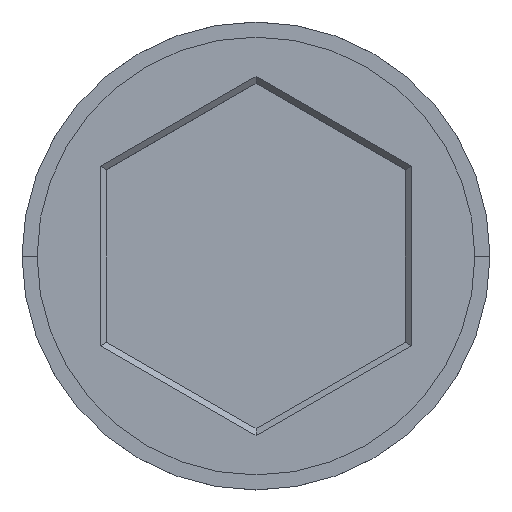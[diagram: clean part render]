
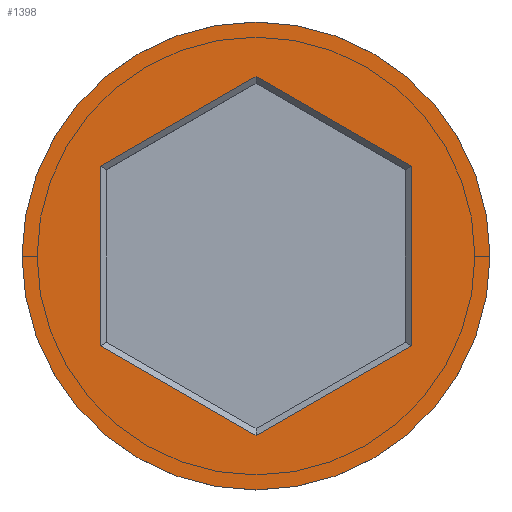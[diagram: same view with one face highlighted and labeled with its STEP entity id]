
A CAD part, top view. The second image highlights one B-rep face of the part: STEP entity #1398.
In plain terms, the highlighted planar face has unit normal (0, 0, 1).
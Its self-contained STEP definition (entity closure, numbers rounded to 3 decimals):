
#24 = CARTESIAN_POINT ( 'NONE',  ( 5.15, -2.973, 0. ) ) ;
#38 = FACE_BOUND ( 'NONE', #155, .T. ) ;
#46 = DIRECTION ( 'NONE',  ( 0., 0., 1. ) ) ;
#57 = CARTESIAN_POINT ( 'NONE',  ( 0., 5.947, 0. ) ) ;
#59 = VERTEX_POINT ( 'NONE', #1475 ) ;
#73 = CARTESIAN_POINT ( 'NONE',  ( 0., -5.947, 0. ) ) ;
#75 = ORIENTED_EDGE ( 'NONE', *, *, #924, .T. ) ;
#86 = VERTEX_POINT ( 'NONE', #73 ) ;
#122 = VECTOR ( 'NONE', #990, 1000. ) ;
#142 = DIRECTION ( 'NONE',  ( 0., 0., 1. ) ) ;
#155 = EDGE_LOOP ( 'NONE', ( #1217, #453, #75, #696, #608, #813 ) ) ;
#184 = CARTESIAN_POINT ( 'NONE',  ( -0.1, 5.889, 0. ) ) ;
#238 = VECTOR ( 'NONE', #1046, 1000. ) ;
#246 = LINE ( 'NONE', #376, #238 ) ;
#257 = CARTESIAN_POINT ( 'NONE',  ( 7.75, 0., 0. ) ) ;
#269 = LINE ( 'NONE', #948, #122 ) ;
#276 = EDGE_CURVE ( 'NONE', #1363, #1138, #486, .T. ) ;
#291 = EDGE_LOOP ( 'NONE', ( #576, #1162 ) ) ;
#319 = EDGE_CURVE ( 'NONE', #1138, #776, #246, .T. ) ;
#368 = VERTEX_POINT ( 'NONE', #1413 ) ;
#376 = CARTESIAN_POINT ( 'NONE',  ( 5.15, -2.858, 0. ) ) ;
#386 = CARTESIAN_POINT ( 'NONE',  ( 0., 0., 0. ) ) ;
#400 = AXIS2_PLACEMENT_3D ( 'NONE', #1344, #877, #1351 ) ;
#452 = CARTESIAN_POINT ( 'NONE',  ( -5.15, -2.973, 0. ) ) ;
#453 = ORIENTED_EDGE ( 'NONE', *, *, #732, .T. ) ;
#478 = CARTESIAN_POINT ( 'NONE',  ( 0., 0., 0. ) ) ;
#486 = LINE ( 'NONE', #941, #1402 ) ;
#495 = EDGE_CURVE ( 'NONE', #86, #962, #1118, .T. ) ;
#518 = DIRECTION ( 'NONE',  ( 0.866, 0.5, 0. ) ) ;
#543 = EDGE_CURVE ( 'NONE', #1436, #59, #1303, .T. ) ;
#576 = ORIENTED_EDGE ( 'NONE', *, *, #543, .T. ) ;
#603 = PLANE ( 'NONE',  #709 ) ;
#608 = ORIENTED_EDGE ( 'NONE', *, *, #319, .T. ) ;
#621 = CARTESIAN_POINT ( 'NONE',  ( -5.05, -3.031, 0. ) ) ;
#696 = ORIENTED_EDGE ( 'NONE', *, *, #276, .T. ) ;
#709 = AXIS2_PLACEMENT_3D ( 'NONE', #478, #142, #1055 ) ;
#732 = EDGE_CURVE ( 'NONE', #962, #368, #1392, .T. ) ;
#740 = LINE ( 'NONE', #184, #984 ) ;
#776 = VERTEX_POINT ( 'NONE', #24 ) ;
#780 = VECTOR ( 'NONE', #1058, 1000. ) ;
#811 = CIRCLE ( 'NONE', #1075, 7.75 ) ;
#813 = ORIENTED_EDGE ( 'NONE', *, *, #1444, .T. ) ;
#824 = DIRECTION ( 'NONE',  ( 0.866, -0.5, 0. ) ) ;
#877 = DIRECTION ( 'NONE',  ( 0., 0., 1. ) ) ;
#924 = EDGE_CURVE ( 'NONE', #368, #1363, #740, .T. ) ;
#941 = CARTESIAN_POINT ( 'NONE',  ( 5.05, 3.031, 0. ) ) ;
#948 = CARTESIAN_POINT ( 'NONE',  ( 0.1, -5.889, 0. ) ) ;
#952 = VECTOR ( 'NONE', #979, 1000. ) ;
#962 = VERTEX_POINT ( 'NONE', #452 ) ;
#979 = DIRECTION ( 'NONE',  ( -0.866, 0.5, 0. ) ) ;
#984 = VECTOR ( 'NONE', #518, 1000. ) ;
#990 = DIRECTION ( 'NONE',  ( -0.866, -0.5, 0. ) ) ;
#1044 = CARTESIAN_POINT ( 'NONE',  ( -5.15, 2.858, 0. ) ) ;
#1046 = DIRECTION ( 'NONE',  ( 0., -1., 0. ) ) ;
#1055 = DIRECTION ( 'NONE',  ( 1., 0., 0. ) ) ;
#1058 = DIRECTION ( 'NONE',  ( 0., 1., 0. ) ) ;
#1075 = AXIS2_PLACEMENT_3D ( 'NONE', #386, #46, #1427 ) ;
#1084 = FACE_OUTER_BOUND ( 'NONE', #291, .T. ) ;
#1118 = LINE ( 'NONE', #621, #952 ) ;
#1136 = EDGE_CURVE ( 'NONE', #59, #1436, #811, .T. ) ;
#1138 = VERTEX_POINT ( 'NONE', #1210 ) ;
#1162 = ORIENTED_EDGE ( 'NONE', *, *, #1136, .T. ) ;
#1210 = CARTESIAN_POINT ( 'NONE',  ( 5.15, 2.973, 0. ) ) ;
#1217 = ORIENTED_EDGE ( 'NONE', *, *, #495, .T. ) ;
#1303 = CIRCLE ( 'NONE', #400, 7.75 ) ;
#1344 = CARTESIAN_POINT ( 'NONE',  ( 0., 0., 0. ) ) ;
#1351 = DIRECTION ( 'NONE',  ( 1., 0., 0. ) ) ;
#1363 = VERTEX_POINT ( 'NONE', #57 ) ;
#1392 = LINE ( 'NONE', #1044, #780 ) ;
#1398 = ADVANCED_FACE ( 'NONE', ( #38, #1084 ), #603, .T. ) ;
#1402 = VECTOR ( 'NONE', #824, 1000. ) ;
#1413 = CARTESIAN_POINT ( 'NONE',  ( -5.15, 2.973, 0. ) ) ;
#1427 = DIRECTION ( 'NONE',  ( 1., 0., 0. ) ) ;
#1436 = VERTEX_POINT ( 'NONE', #257 ) ;
#1444 = EDGE_CURVE ( 'NONE', #776, #86, #269, .T. ) ;
#1475 = CARTESIAN_POINT ( 'NONE',  ( -7.75, 0., 0. ) ) ;
